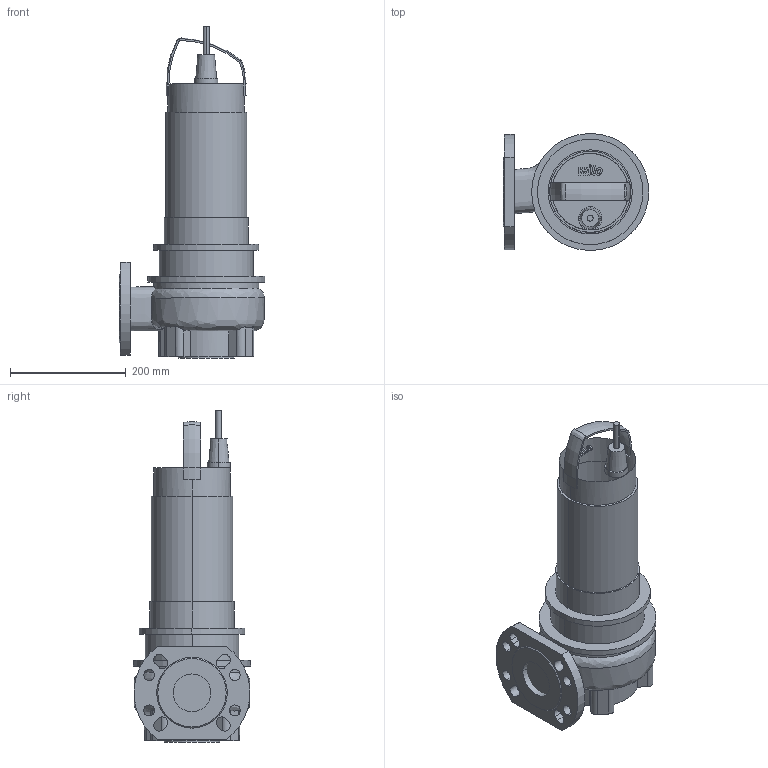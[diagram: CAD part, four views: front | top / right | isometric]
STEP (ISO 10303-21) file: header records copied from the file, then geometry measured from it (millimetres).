
FILE_DESCRIPTION((''),'2;1');
FILE_NAME('3d_REXA-FIT-V06DA-214_EAD1-2-T0015-540-A-6064701.stp','2016-08-24T10:04:27',(''),(''),'Mechanical Desktop 2009','Mechanical Desktop 2009',', , ');
FILE_SCHEMA(('CONFIG_CONTROL_DESIGN'));
Length unit declared in the file: millimetre
Products named in the file (1): Product
Bounding box: 251 x 202 x 573 mm (x, y, z)
Volume: 9846313.2 mm3; surface area: 451991.6 mm2
Topology: 8 solids, 8 shells, 169 faces, 448 edges, 301 vertices
Faces by surface type: bspline 70, cylinder 49, plane 44, cone 4, torus 2
Full cylindrical faces by diameter (mm): 182 x1
Entity records: 10609 total; most frequent: CARTESIAN_POINT 6541, ORIENTED_EDGE 896, DIRECTION 690, EDGE_CURVE 448, VERTEX_POINT 301, AXIS2_PLACEMENT_3D 238, VECTOR 214, LINE 214
